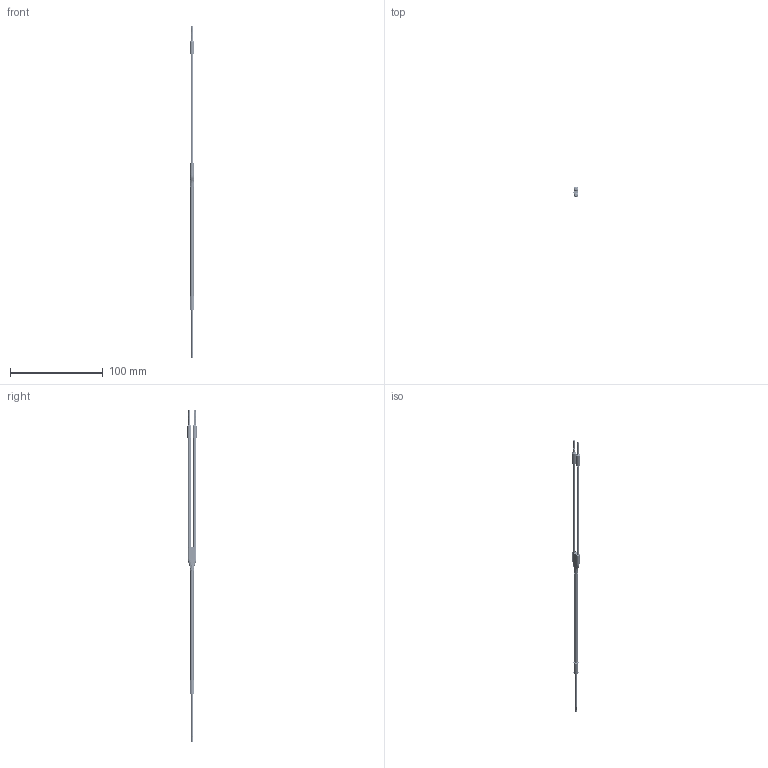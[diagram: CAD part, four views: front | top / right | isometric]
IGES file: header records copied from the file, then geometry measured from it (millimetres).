
Start section:  PTC IGES file: 193973.igs
Global section: file name: 193973.igs; native system: Creo Parametric by Parametric Technology Corporation; preprocessor: 2013230; author: pdmadmin; organization: Unknown; date: 20160309.124236; units: millimetre
Bounding box: 5.96 x 10.29 x 357.71 mm (x, y, z)
Volume: 1801.1 mm3; surface area: 71059.2 mm2
Topology: 14 solids, 14 shells, 2164 faces, 10372 edges, 13192 vertices
Faces by surface type: revolution 1708, bspline 456
